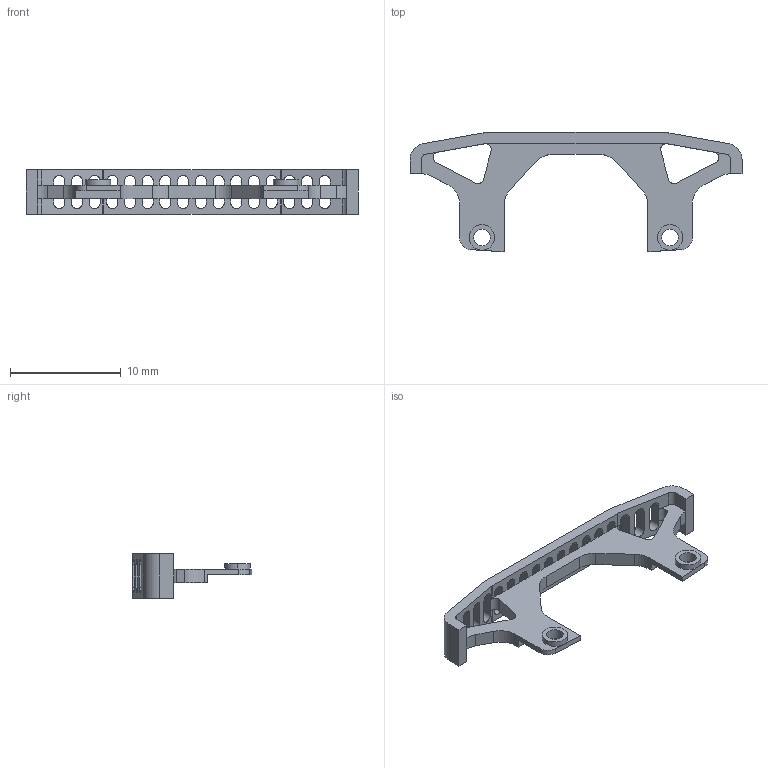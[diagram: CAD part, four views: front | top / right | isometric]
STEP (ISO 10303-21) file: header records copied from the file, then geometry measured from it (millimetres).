
FILE_DESCRIPTION (( 'STEP AP214' ), '1' );
FILE_NAME ('Patin.STEP', '2020-04-07T10:07:55', ( '' ), ( '' ), 'SwSTEP 2.0', 'SolidWorks 2014', '' );
FILE_SCHEMA (( 'AUTOMOTIVE_DESIGN' ));
Length unit declared in the file: millimetre
Products named in the file (1): Patin
Bounding box: 30 x 10.8 x 4 mm (x, y, z)
Volume: 186.5 mm3; surface area: 640.8 mm2
Topology: 1 solids, 1 shells, 168 faces, 556 edges, 356 vertices
Faces by surface type: cylinder 86, plane 82
Entity records: 6178 total; most frequent: CARTESIAN_POINT 1189, ORIENTED_EDGE 1112, DIRECTION 994, EDGE_CURVE 556, LINE 384, VECTOR 384, VERTEX_POINT 356, AXIS2_PLACEMENT_3D 305
